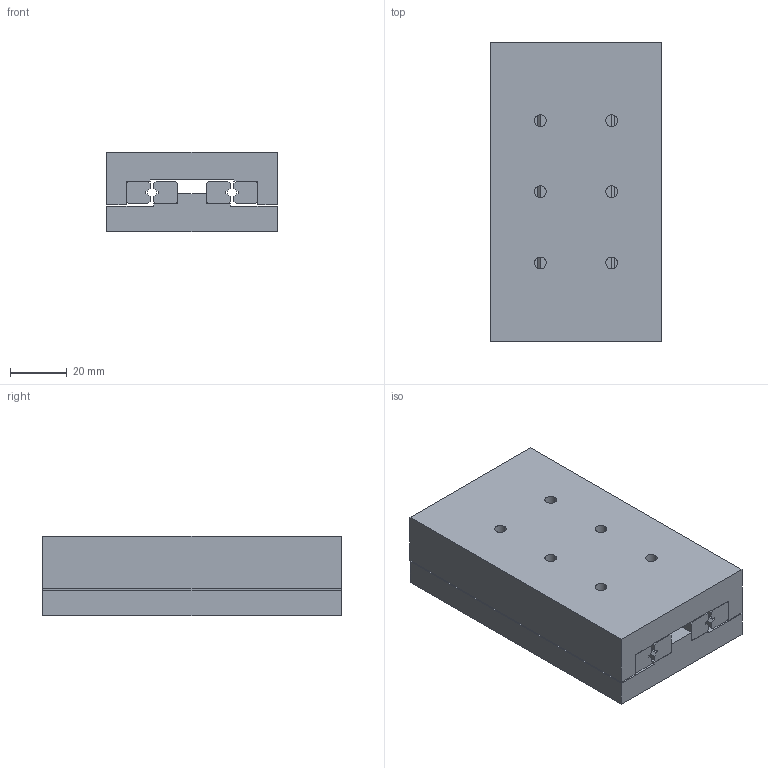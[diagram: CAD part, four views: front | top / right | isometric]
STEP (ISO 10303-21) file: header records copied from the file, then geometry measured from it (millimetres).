
FILE_DESCRIPTION((''),'2;1');
FILE_NAME('XAS23-4-25.stp','2003-10-04T12:44:13',('Raul'),(''),'Autodesk Inventor (tm) 5.3','Autodesk Inventor (tm) 5.3','');
FILE_SCHEMA(('CONFIG_CONTROL_DESIGN'));
Length unit declared in the file: inch
Products named in the file (7): XAS23-4-25; XAS23-4-25 TOP-PLATE; XAS23-4-25 BOTTOM-PLATE; XAS23-4-25 RAIL-A; XAS23-4-25 RAIL-B; XAS23-4-25 RAIL-C-; XAS23-4-25 RAIL-D-
Assembly tree (6 placements, depth 2):
  XAS23-4-25
    XAS23-4-25 TOP-PLATE
    XAS23-4-25 BOTTOM-PLATE
    XAS23-4-25 RAIL-A
    XAS23-4-25 RAIL-B
    XAS23-4-25 RAIL-C-
    XAS23-4-25 RAIL-D-
Bounding box: 59.99 x 104.9 x 27.94 mm (x, y, z)
Volume: 162107.5 mm3; surface area: 51836.2 mm2
Topology: 6 solids, 6 shells, 124 faces, 324 edges, 216 vertices
Faces by surface type: plane 92, bspline 32
Entity records: 5101 total; most frequent: CARTESIAN_POINT 1165, ORIENTED_EDGE 648, DIRECTION 590, EDGE_CURVE 324, VECTOR 268, LINE 268, VERTEX_POINT 216, AXIS2_PLACEMENT_3D 161
